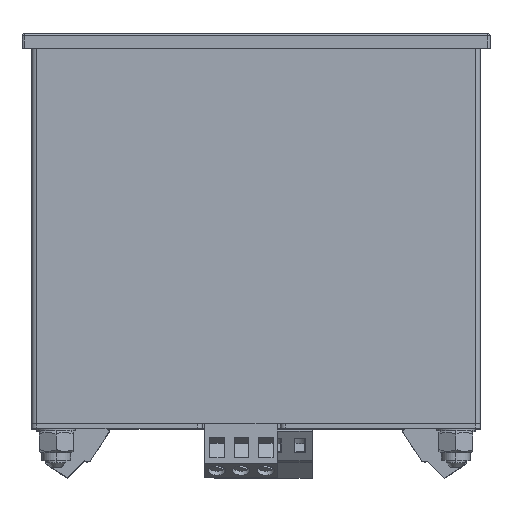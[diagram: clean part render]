
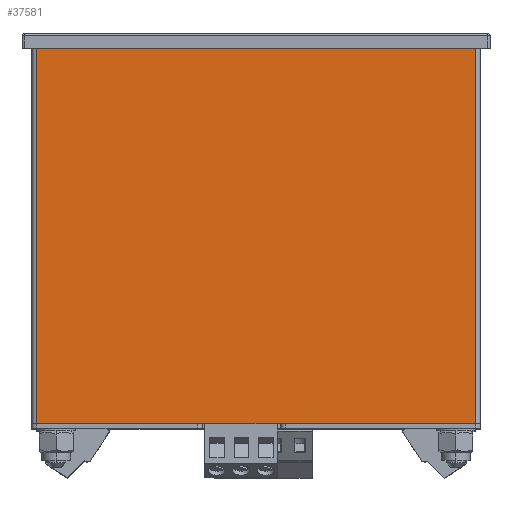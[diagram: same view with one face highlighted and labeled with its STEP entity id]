
A CAD part, top view. The second image highlights one B-rep face of the part: STEP entity #37581.
In plain terms, the highlighted planar face has unit normal (0, 0, 1).
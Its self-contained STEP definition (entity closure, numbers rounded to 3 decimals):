
#37464=CARTESIAN_POINT('',(45.,0.,46.));
#37465=VERTEX_POINT('',#37464);
#37466=CARTESIAN_POINT('',(-45.,0.,46.));
#37467=VERTEX_POINT('',#37466);
#37468=CARTESIAN_POINT('',(45.,0.,46.));
#37469=DIRECTION('',(-1.,0.,0.));
#37470=VECTOR('',#37469,90.);
#37471=LINE('',#37468,#37470);
#37472=EDGE_CURVE('',#37465,#37467,#37471,.T.);
#37551=CARTESIAN_POINT('',(46.,-77.,46.));
#37552=DIRECTION('',(0.,0.,-1.));
#37553=DIRECTION('',(-1.,0.,0.));
#37554=AXIS2_PLACEMENT_3D('',#37551,#37552,#37553);
#37555=PLANE('',#37554);
#37556=CARTESIAN_POINT('',(45.,-77.,46.));
#37557=VERTEX_POINT('',#37556);
#37558=CARTESIAN_POINT('',(-45.,-77.,46.));
#37559=VERTEX_POINT('',#37558);
#37560=CARTESIAN_POINT('',(45.,-77.,46.));
#37561=DIRECTION('',(-1.,0.,0.));
#37562=VECTOR('',#37561,90.);
#37563=LINE('',#37560,#37562);
#37564=EDGE_CURVE('',#37557,#37559,#37563,.T.);
#37565=ORIENTED_EDGE('',*,*,#37564,.F.);
#37566=CARTESIAN_POINT('',(45.,-77.,46.));
#37567=DIRECTION('',(0.,1.,0.));
#37568=VECTOR('',#37567,77.);
#37569=LINE('',#37566,#37568);
#37570=EDGE_CURVE('',#37557,#37465,#37569,.T.);
#37571=ORIENTED_EDGE('',*,*,#37570,.T.);
#37572=ORIENTED_EDGE('',*,*,#37472,.T.);
#37573=CARTESIAN_POINT('',(-45.,0.,46.));
#37574=DIRECTION('',(-0.,-1.,-0.));
#37575=VECTOR('',#37574,77.);
#37576=LINE('',#37573,#37575);
#37577=EDGE_CURVE('',#37467,#37559,#37576,.T.);
#37578=ORIENTED_EDGE('',*,*,#37577,.T.);
#37579=EDGE_LOOP('',(#37565,#37571,#37572,#37578));
#37580=FACE_BOUND('',#37579,.T.);
#37581=ADVANCED_FACE('',(#37580),#37555,.F.);
